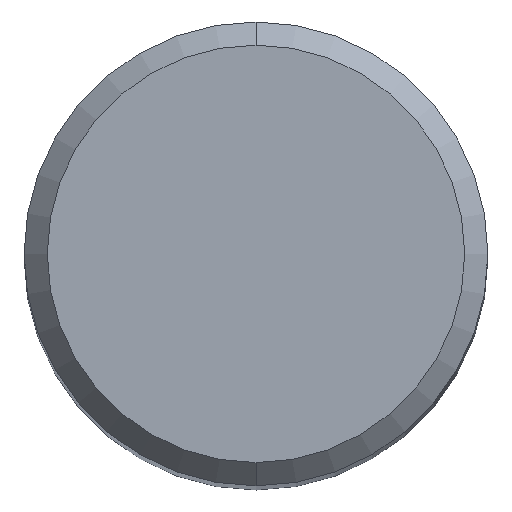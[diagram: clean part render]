
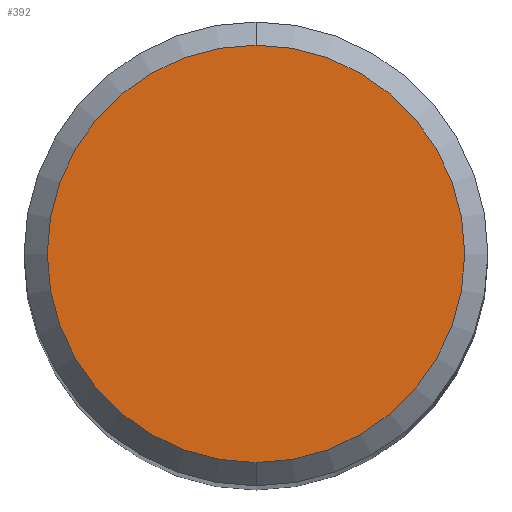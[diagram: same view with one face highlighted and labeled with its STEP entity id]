
A CAD part, top view. The second image highlights one B-rep face of the part: STEP entity #392.
In plain terms, the highlighted planar face has unit normal (0, 0, 1).
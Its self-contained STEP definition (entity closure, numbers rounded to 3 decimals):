
#352=EDGE_CURVE('',#356,#372,#674,.T.);
#356=VERTEX_POINT('',#678);
#372=VERTEX_POINT('',#695);
#392=ADVANCED_FACE('',(#718),#719,.T.);
#436=EDGE_CURVE('',#372,#356,#765,.T.);
#674=CIRCLE('',#1191,4.5);
#678=CARTESIAN_POINT('',(0.0,4.5,0.0));
#695=CARTESIAN_POINT('',(0.,-4.5,0.0));
#718=FACE_OUTER_BOUND('',#1271,.T.);
#719=PLANE('',#1272);
#765=CIRCLE('',#1373,4.5);
#1191=AXIS2_PLACEMENT_3D('',#1692,#1693,#1694);
#1271=EDGE_LOOP('',(#1738,#1739));
#1272=AXIS2_PLACEMENT_3D('',#1740,#1741,#1742);
#1373=AXIS2_PLACEMENT_3D('',#1776,#1777,#1778);
#1692=CARTESIAN_POINT('',(0.0,0.0,0.0));
#1693=DIRECTION('',(0.0,0.0,-1.0));
#1694=DIRECTION('',(0.0,1.0,0.0));
#1738=ORIENTED_EDGE('',*,*,#352,.F.);
#1739=ORIENTED_EDGE('',*,*,#436,.F.);
#1740=CARTESIAN_POINT('',(0.0,2.25,0.0));
#1741=DIRECTION('',(-0.0,0.0,1.0));
#1742=DIRECTION('',(0.0,-1.0,0.0));
#1776=CARTESIAN_POINT('',(0.0,0.0,0.0));
#1777=DIRECTION('',(0.0,0.0,-1.0));
#1778=DIRECTION('',(0.0,1.0,0.0));
